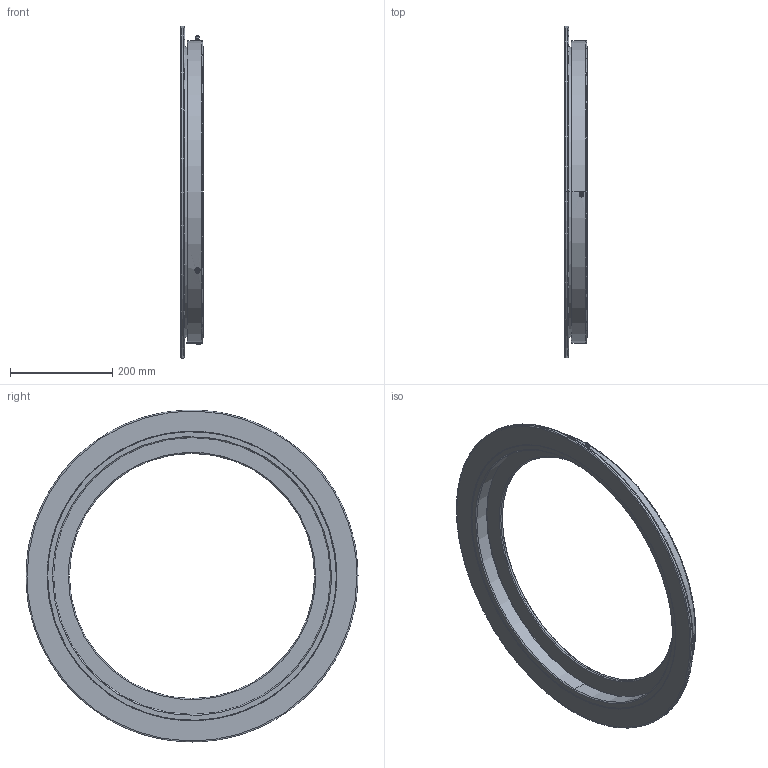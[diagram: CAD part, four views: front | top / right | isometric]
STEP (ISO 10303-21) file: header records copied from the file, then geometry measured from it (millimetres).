
FILE_DESCRIPTION (( 'STEP AP214' ), '1' );
FILE_NAME ('0013778.step', '2024-01-24T12:25:55', ( '' ), ( '' ), 'SwSTEP 2.0', 'SolidWorks 2020', '' );
FILE_SCHEMA (( 'AUTOMOTIVE_DESIGN' ));
Length unit declared in the file: millimetre
Products named in the file (1): 0013778
Bounding box: 45 x 650 x 650 mm (x, y, z)
Volume: 2308882.2 mm3; surface area: 629965 mm2
Topology: 9 solids, 9 shells, 259 faces, 667 edges, 426 vertices
Faces by surface type: cylinder 72, cone 72, plane 57, bspline 48, torus 10
Entity records: 16296 total; most frequent: CARTESIAN_POINT 7327, ORIENTED_EDGE 1314, DIRECTION 1193, EDGE_CURVE 657, AXIS2_PLACEMENT_3D 508, VERTEX_POINT 426, EDGE_LOOP 299, CIRCLE 296
